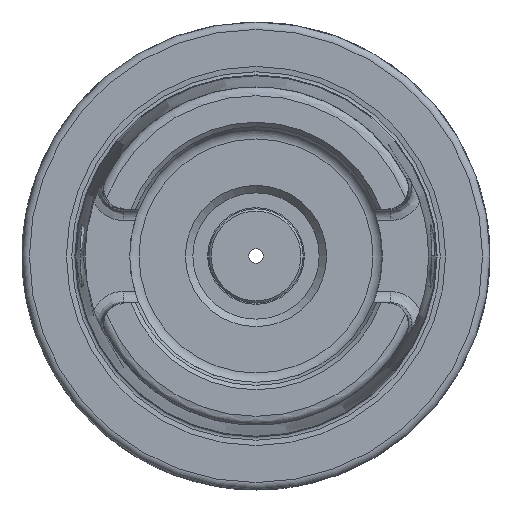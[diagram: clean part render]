
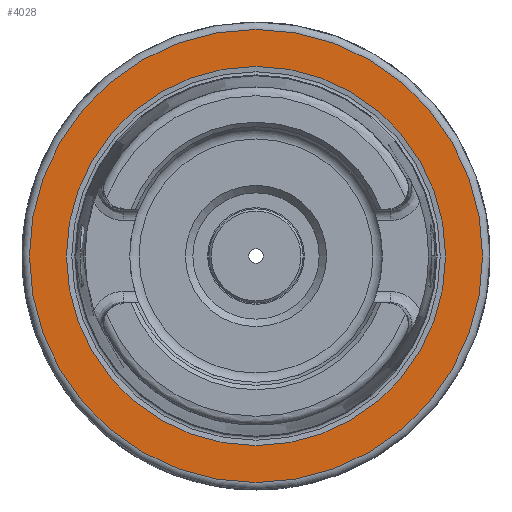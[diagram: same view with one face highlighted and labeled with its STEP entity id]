
A CAD part, left-side view. The second image highlights one B-rep face of the part: STEP entity #4028.
In plain terms, the highlighted planar face has unit normal (-1, 0, 0).
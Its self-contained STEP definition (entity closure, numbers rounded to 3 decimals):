
#154=FACE_BOUND('',#689,.T.);
#227=PLANE('',#4440);
#453=FACE_OUTER_BOUND('',#688,.T.);
#688=EDGE_LOOP('',(#3455,#3456));
#689=EDGE_LOOP('',(#3457,#3458));
#1095=CIRCLE('',#4438,25.521);
#1096=CIRCLE('',#4439,25.521);
#1097=CIRCLE('',#4441,30.5);
#1098=CIRCLE('',#4442,30.5);
#1845=VERTEX_POINT('',#8360);
#1846=VERTEX_POINT('',#8362);
#1847=VERTEX_POINT('',#8366);
#1848=VERTEX_POINT('',#8367);
#2410=EDGE_CURVE('',#1846,#1845,#1095,.T.);
#2411=EDGE_CURVE('',#1845,#1846,#1096,.T.);
#2412=EDGE_CURVE('',#1847,#1848,#1097,.T.);
#2413=EDGE_CURVE('',#1848,#1847,#1098,.T.);
#3455=ORIENTED_EDGE('',*,*,#2412,.F.);
#3456=ORIENTED_EDGE('',*,*,#2413,.F.);
#3457=ORIENTED_EDGE('',*,*,#2410,.T.);
#3458=ORIENTED_EDGE('',*,*,#2411,.T.);
#4028=ADVANCED_FACE('',(#453,#154),#227,.T.);
#4438=AXIS2_PLACEMENT_3D('',#8363,#5359,#5360);
#4439=AXIS2_PLACEMENT_3D('',#8364,#5361,#5362);
#4440=AXIS2_PLACEMENT_3D('',#8365,#5363,#5364);
#4441=AXIS2_PLACEMENT_3D('',#8368,#5365,#5366);
#4442=AXIS2_PLACEMENT_3D('',#8369,#5367,#5368);
#5359=DIRECTION('center_axis',(1.,0.,0.));
#5360=DIRECTION('ref_axis',(0.,0.,-1.));
#5361=DIRECTION('center_axis',(1.,0.,0.));
#5362=DIRECTION('ref_axis',(0.,0.,-1.));
#5363=DIRECTION('center_axis',(-1.,0.,0.));
#5364=DIRECTION('ref_axis',(0.,0.,1.));
#5365=DIRECTION('center_axis',(1.,0.,0.));
#5366=DIRECTION('ref_axis',(0.,0.,-1.));
#5367=DIRECTION('center_axis',(1.,0.,0.));
#5368=DIRECTION('ref_axis',(0.,0.,-1.));
#8360=CARTESIAN_POINT('',(0.,-25.521,0.));
#8362=CARTESIAN_POINT('',(0.,25.521,0.));
#8363=CARTESIAN_POINT('Origin',(0.,0.,
0.));
#8364=CARTESIAN_POINT('Origin',(0.,0.,
0.));
#8365=CARTESIAN_POINT('Origin',(0.,30.5,0.));
#8366=CARTESIAN_POINT('',(0.,30.5,0.));
#8367=CARTESIAN_POINT('',(0.,0.,30.5));
#8368=CARTESIAN_POINT('Origin',(0.,0.,
0.));
#8369=CARTESIAN_POINT('Origin',(0.,0.,
0.));
